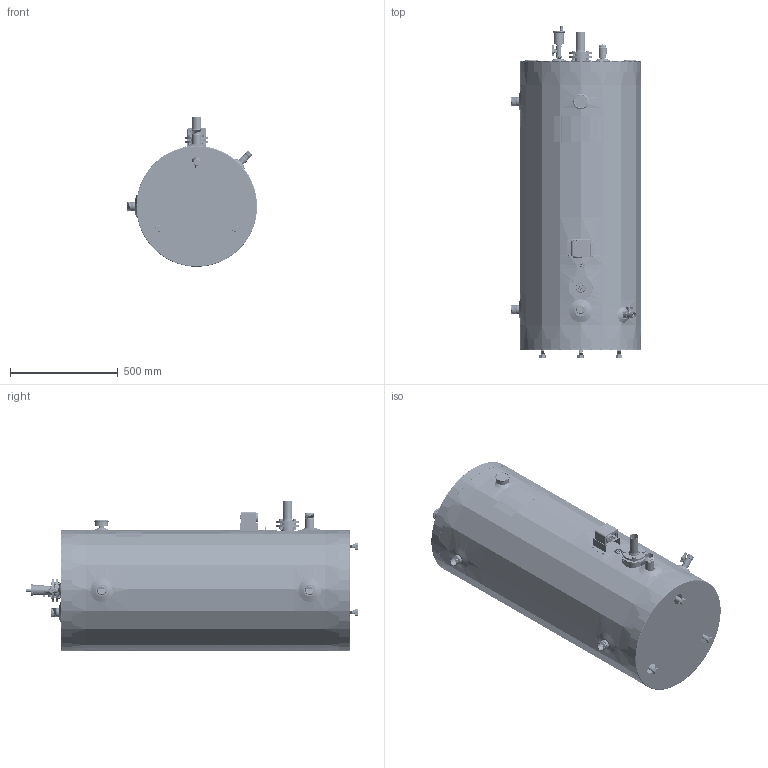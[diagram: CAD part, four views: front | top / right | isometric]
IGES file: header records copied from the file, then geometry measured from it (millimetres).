
Start section: SolidWorks IGES file using analytic representation for surfaces
Global section: file name: TURBOMAX 50-5.IGS; native system: SolidWorks 2023; preprocessor: SolidWorks 2023; author: Luc; date: 230214.112928; units: inch
Bounding box: 604.01 x 1539.91 x 697.13 mm (x, y, z)
Volume: 3495507.3 mm3; surface area: 6993745.8 mm2
Topology: 94 solids, 94 shells, 4316 faces, 10499 edges, 6427 vertices
Faces by surface type: revolution 3355, plane 733, bspline 228
